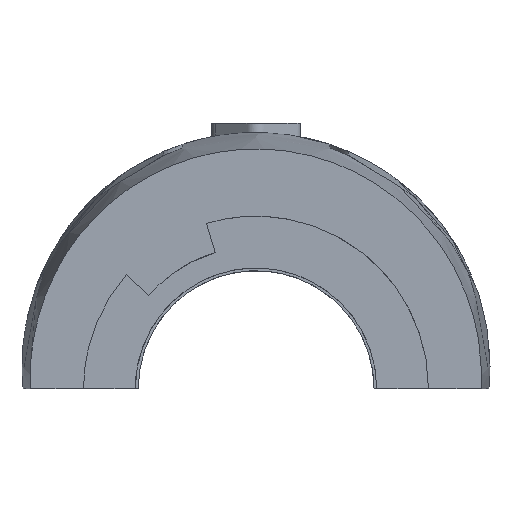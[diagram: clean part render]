
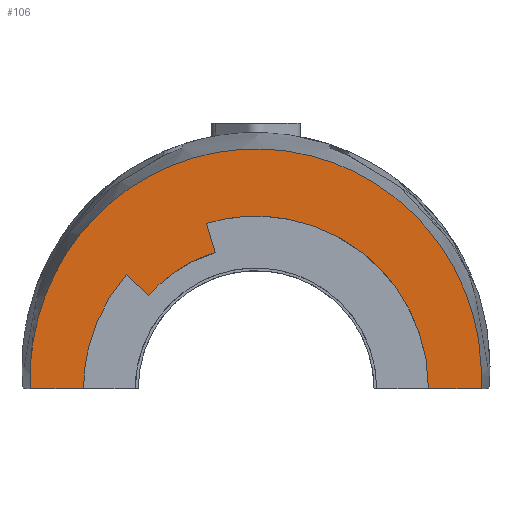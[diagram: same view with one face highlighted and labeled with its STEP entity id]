
A CAD part, front view. The second image highlights one B-rep face of the part: STEP entity #106.
In plain terms, the highlighted planar face has unit normal (0, -1, 0).
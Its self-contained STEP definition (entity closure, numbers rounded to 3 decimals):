
#106=ADVANCED_FACE('',(#194),#1425,.T.);
#194=FACE_OUTER_BOUND('',#288,.T.);
#288=EDGE_LOOP('',(#680,#681,#682,#683,#684,#685,#686,#687,#688,#689));
#680=ORIENTED_EDGE('',*,*,#942,.T.);
#681=ORIENTED_EDGE('',*,*,#962,.F.);
#682=ORIENTED_EDGE('',*,*,#966,.F.);
#683=ORIENTED_EDGE('',*,*,#809,.F.);
#684=ORIENTED_EDGE('',*,*,#810,.T.);
#685=ORIENTED_EDGE('',*,*,#811,.F.);
#686=ORIENTED_EDGE('',*,*,#964,.F.);
#687=ORIENTED_EDGE('',*,*,#965,.F.);
#688=ORIENTED_EDGE('',*,*,#959,.T.);
#689=ORIENTED_EDGE('',*,*,#946,.T.);
#809=EDGE_CURVE('',#1359,#1274,#1139,.T.);
#810=EDGE_CURVE('',#1359,#1360,#1140,.T.);
#811=EDGE_CURVE('',#1291,#1360,#1141,.T.);
#942=EDGE_CURVE('',#1366,#1364,#1086,.T.);
#946=EDGE_CURVE('',#1367,#1366,#1210,.T.);
#959=EDGE_CURVE('',#1365,#1367,#1094,.T.);
#962=EDGE_CURVE('',#1273,#1364,#1219,.T.);
#964=EDGE_CURVE('',#1292,#1291,#1221,.T.);
#965=EDGE_CURVE('',#1365,#1292,#1222,.T.);
#966=EDGE_CURVE('',#1274,#1273,#1223,.T.);
#1086=B_SPLINE_CURVE_WITH_KNOTS('',1,(#4374,#4375),.UNSPECIFIED.,.F.,.F.,
(2,2),(-94.678,-93.028),.UNSPECIFIED.);
#1094=B_SPLINE_CURVE_WITH_KNOTS('',1,(#4423,#4424),.UNSPECIFIED.,.F.,.F.,
(2,2),(-75.46,-73.809),.UNSPECIFIED.);
#1139=(
BOUNDED_CURVE()
B_SPLINE_CURVE(3,(#3555,#3556,#3557,#3558),.UNSPECIFIED.,.F.,.F.)
B_SPLINE_CURVE_WITH_KNOTS((4,4),(-81.648,-80.876),
 .UNSPECIFIED.)
CURVE()
GEOMETRIC_REPRESENTATION_ITEM()
RATIONAL_B_SPLINE_CURVE((1.,1.,1.,1.))
REPRESENTATION_ITEM('')
);
#1140=(
BOUNDED_CURVE()
B_SPLINE_CURVE(3,(#3559,#3560,#3561,#3562,#3563,#3564,#3565,#3566,#3567,
#3568,#3569,#3570,#3571,#3572,#3573,#3574,#3575,#3576,#3577,#3578,#3579,
#3580,#3581,#3582,#3583,#3584,#3585,#3586,#3587,#3588,#3589),
 .UNSPECIFIED.,.F.,.F.)
B_SPLINE_CURVE_WITH_KNOTS((4,3,3,3,3,3,3,3,3,3,4),(81.648,85.523,
89.391,93.246,97.089,100.924,104.759,
108.602,112.457,116.325,120.201),
 .UNSPECIFIED.)
CURVE()
GEOMETRIC_REPRESENTATION_ITEM()
RATIONAL_B_SPLINE_CURVE((1.,1.,1.,1.,
1.,1.,1.,1.,1.,
1.,1.,1.,1.,1.,
1.,1.,1.,1.,1.,
1.,1.,1.,1.,1.,
1.,1.,1.,1.,1.,
1.,1.))
REPRESENTATION_ITEM('')
);
#1141=(
BOUNDED_CURVE()
B_SPLINE_CURVE(3,(#3590,#3591,#3592,#3593),.UNSPECIFIED.,.F.,.F.)
B_SPLINE_CURVE_WITH_KNOTS((4,4),(-120.973,-120.201),
 .UNSPECIFIED.)
CURVE()
GEOMETRIC_REPRESENTATION_ITEM()
RATIONAL_B_SPLINE_CURVE((1.,1.,1.,1.))
REPRESENTATION_ITEM('')
);
#1210=(
BOUNDED_CURVE()
B_SPLINE_CURVE(2,(#4382,#4383,#4384,#4385,#4386,#4387,#4388),
 .UNSPECIFIED.,.F.,.F.)
B_SPLINE_CURVE_WITH_KNOTS((3,2,2,3),(-73.809,-68.026,
-63.012,-57.229),.UNSPECIFIED.)
CURVE()
GEOMETRIC_REPRESENTATION_ITEM()
RATIONAL_B_SPLINE_CURVE((1.,0.956,1.,0.967,1.,0.956,
1.))
REPRESENTATION_ITEM('')
);
#1219=(
BOUNDED_CURVE()
B_SPLINE_CURVE(2,(#4429,#4430,#4431,#4432,#4433),.UNSPECIFIED.,.F.,.F.)
B_SPLINE_CURVE_WITH_KNOTS((3,2,3),(-30.506,-30.506,
-23.467),.UNSPECIFIED.)
CURVE()
GEOMETRIC_REPRESENTATION_ITEM()
RATIONAL_B_SPLINE_CURVE((1.,1.,1.,0.936,1.))
REPRESENTATION_ITEM('')
);
#1221=(
BOUNDED_CURVE()
B_SPLINE_CURVE(3,(#4441,#4442,#4443,#4444),.UNSPECIFIED.,.F.,.F.)
B_SPLINE_CURVE_WITH_KNOTS((4,4),(-48.66,-45.784),
 .UNSPECIFIED.)
CURVE()
GEOMETRIC_REPRESENTATION_ITEM()
RATIONAL_B_SPLINE_CURVE((1.,1.,1.,1.))
REPRESENTATION_ITEM('')
);
#1222=(
BOUNDED_CURVE()
B_SPLINE_CURVE(2,(#4445,#4446,#4447),.UNSPECIFIED.,.F.,.F.)
B_SPLINE_CURVE_WITH_KNOTS((3,3),(-7.039,0.),.UNSPECIFIED.)
CURVE()
GEOMETRIC_REPRESENTATION_ITEM()
RATIONAL_B_SPLINE_CURVE((1.,0.936,1.))
REPRESENTATION_ITEM('')
);
#1223=(
BOUNDED_CURVE()
B_SPLINE_CURVE(3,(#4448,#4449,#4450,#4451),.UNSPECIFIED.,.F.,.F.)
B_SPLINE_CURVE_WITH_KNOTS((4,4),(-80.876,-77.999),
 .UNSPECIFIED.)
CURVE()
GEOMETRIC_REPRESENTATION_ITEM()
RATIONAL_B_SPLINE_CURVE((1.,1.,1.,1.))
REPRESENTATION_ITEM('')
);
#1273=VERTEX_POINT('',#3086);
#1274=VERTEX_POINT('',#3087);
#1291=VERTEX_POINT('',#3104);
#1292=VERTEX_POINT('',#3105);
#1359=VERTEX_POINT('',#3172);
#1360=VERTEX_POINT('',#3173);
#1364=VERTEX_POINT('',#3177);
#1365=VERTEX_POINT('',#3178);
#1366=VERTEX_POINT('',#3179);
#1367=VERTEX_POINT('',#3180);
#1425=PLANE('',#1531);
#1531=AXIS2_PLACEMENT_3D('',#2990,#1565,$);
#1565=DIRECTION('',(0.,-1.,0.));
#2990=CARTESIAN_POINT('',(-12.504,-111.35,-5.03));
#3086=CARTESIAN_POINT('',(9.36,-111.35,-4.9));
#3087=CARTESIAN_POINT('',(12.237,-111.35,-4.9));
#3104=CARTESIAN_POINT('',(-12.237,-111.35,-4.9));
#3105=CARTESIAN_POINT('',(-9.36,-111.35,-4.9));
#3172=CARTESIAN_POINT('',(12.254,-111.35,-4.129));
#3173=CARTESIAN_POINT('',(-12.254,-111.35,-4.129));
#3177=CARTESIAN_POINT('',(7.027,-111.35,1.284));
#3178=CARTESIAN_POINT('',(-7.027,-111.35,1.284));
#3179=CARTESIAN_POINT('',(5.812,-111.35,0.168));
#3180=CARTESIAN_POINT('',(-5.812,-111.35,0.168));
#3555=CARTESIAN_POINT('',(12.254,-111.35,-4.129));
#3556=CARTESIAN_POINT('',(12.258,-111.35,-4.386));
#3557=CARTESIAN_POINT('',(12.252,-111.35,-4.643));
#3558=CARTESIAN_POINT('',(12.237,-111.35,-4.9));
#3559=CARTESIAN_POINT('',(12.254,-111.35,-4.129));
#3560=CARTESIAN_POINT('',(12.234,-111.35,-2.843));
#3561=CARTESIAN_POINT('',(12.016,-111.35,-1.558));
#3562=CARTESIAN_POINT('',(11.61,-111.35,-0.337));
#3563=CARTESIAN_POINT('',(11.204,-111.35,0.882));
#3564=CARTESIAN_POINT('',(10.611,-111.35,2.036));
#3565=CARTESIAN_POINT('',(9.854,-111.35,3.075));
#3566=CARTESIAN_POINT('',(9.1,-111.35,4.109));
#3567=CARTESIAN_POINT('',(8.185,-111.35,5.025));
#3568=CARTESIAN_POINT('',(7.15,-111.35,5.779));
#3569=CARTESIAN_POINT('',(6.118,-111.35,6.53));
#3570=CARTESIAN_POINT('',(4.97,-111.35,7.118));
#3571=CARTESIAN_POINT('',(3.756,-111.35,7.514));
#3572=CARTESIAN_POINT('',(2.545,-111.35,7.909));
#3573=CARTESIAN_POINT('',(1.274,-111.35,8.111));
#3574=CARTESIAN_POINT('',(0.,-111.35,8.111));
#3575=CARTESIAN_POINT('',(-1.274,-111.35,8.111));
#3576=CARTESIAN_POINT('',(-2.545,-111.35,7.909));
#3577=CARTESIAN_POINT('',(-3.756,-111.35,7.514));
#3578=CARTESIAN_POINT('',(-4.97,-111.35,7.118));
#3579=CARTESIAN_POINT('',(-6.118,-111.35,6.53));
#3580=CARTESIAN_POINT('',(-7.15,-111.35,5.779));
#3581=CARTESIAN_POINT('',(-8.185,-111.35,5.025));
#3582=CARTESIAN_POINT('',(-9.099,-111.35,4.11));
#3583=CARTESIAN_POINT('',(-9.853,-111.35,3.075));
#3584=CARTESIAN_POINT('',(-10.611,-111.35,2.037));
#3585=CARTESIAN_POINT('',(-11.204,-111.35,0.882));
#3586=CARTESIAN_POINT('',(-11.61,-111.35,-0.337));
#3587=CARTESIAN_POINT('',(-12.016,-111.35,-1.558));
#3588=CARTESIAN_POINT('',(-12.234,-111.35,-2.843));
#3589=CARTESIAN_POINT('',(-12.254,-111.35,-4.129));
#3590=CARTESIAN_POINT('',(-12.237,-111.35,-4.9));
#3591=CARTESIAN_POINT('',(-12.252,-111.35,-4.643));
#3592=CARTESIAN_POINT('',(-12.258,-111.35,-4.386));
#3593=CARTESIAN_POINT('',(-12.254,-111.35,-4.129));
#4374=CARTESIAN_POINT('',(5.812,-111.35,0.168));
#4375=CARTESIAN_POINT('',(7.027,-111.35,1.284));
#4382=CARTESIAN_POINT('',(-5.812,-111.35,0.168));
#4383=CARTESIAN_POINT('',(-4.256,-111.35,1.951));
#4384=CARTESIAN_POINT('',(-1.969,-111.35,2.555));
#4385=CARTESIAN_POINT('',(0.,-111.35,3.075));
#4386=CARTESIAN_POINT('',(1.969,-111.35,2.555));
#4387=CARTESIAN_POINT('',(4.256,-111.35,1.951));
#4388=CARTESIAN_POINT('',(5.812,-111.35,0.168));
#4423=CARTESIAN_POINT('',(-7.027,-111.35,1.284));
#4424=CARTESIAN_POINT('',(-5.812,-111.35,0.168));
#4429=CARTESIAN_POINT('',(9.36,-111.35,-4.9));
#4430=CARTESIAN_POINT('',(9.36,-111.35,-4.9));
#4431=CARTESIAN_POINT('',(9.36,-111.35,-4.9));
#4432=CARTESIAN_POINT('',(9.36,-111.35,-1.368));
#4433=CARTESIAN_POINT('',(7.027,-111.35,1.284));
#4441=CARTESIAN_POINT('',(-9.36,-111.35,-4.9));
#4442=CARTESIAN_POINT('',(-10.319,-111.35,-4.9));
#4443=CARTESIAN_POINT('',(-11.278,-111.35,-4.9));
#4444=CARTESIAN_POINT('',(-12.237,-111.35,-4.9));
#4445=CARTESIAN_POINT('',(-7.027,-111.35,1.284));
#4446=CARTESIAN_POINT('',(-9.36,-111.35,-1.367));
#4447=CARTESIAN_POINT('',(-9.36,-111.35,-4.9));
#4448=CARTESIAN_POINT('',(12.237,-111.35,-4.9));
#4449=CARTESIAN_POINT('',(11.278,-111.35,-4.9));
#4450=CARTESIAN_POINT('',(10.319,-111.35,-4.9));
#4451=CARTESIAN_POINT('',(9.36,-111.35,-4.9));
